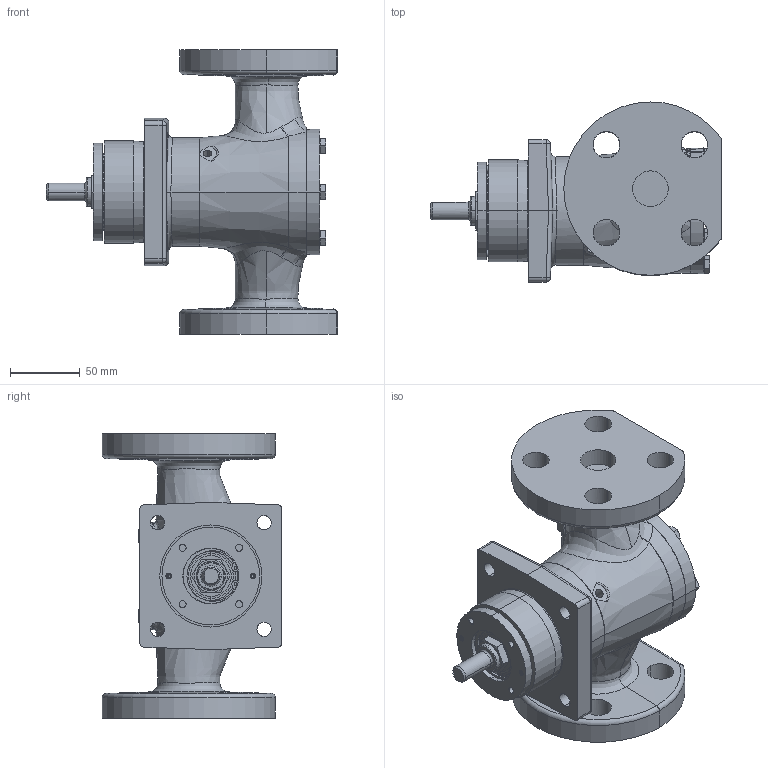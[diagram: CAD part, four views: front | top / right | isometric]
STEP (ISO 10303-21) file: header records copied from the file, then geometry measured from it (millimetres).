
FILE_DESCRIPTION (( 'STEP AP214' ), '1' );
FILE_NAME ('GV-1474.STEP', '2019-07-16T14:53:29', ( '' ), ( '' ), 'SwSTEP 2.0', 'SolidWorks 2018', '' );
FILE_SCHEMA (( 'AUTOMOTIVE_DESIGN' ));
Length unit declared in the file: inch
Products named in the file (1): GV-1474
Bounding box: 208.09 x 128.52 x 203.2 mm (x, y, z)
Volume: 1459793.8 mm3; surface area: 145969.1 mm2
Topology: 1 solids, 1 shells, 691 faces, 1948 edges, 1368 vertices
Faces by surface type: plane 299, cylinder 142, cone 125, bspline 80, torus 29, sphere 16
Entity records: 45764 total; most frequent: CARTESIAN_POINT 21376, ORIENTED_EDGE 3874, DIRECTION 3229, EDGE_CURVE 1937, VERTEX_POINT 1368, AXIS2_PLACEMENT_3D 1177, LINE 875, VECTOR 875
